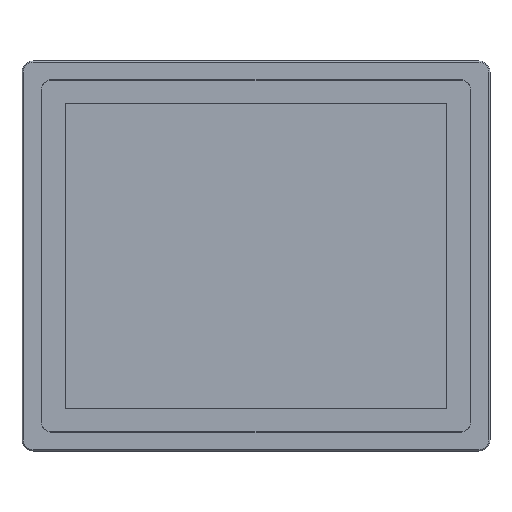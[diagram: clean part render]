
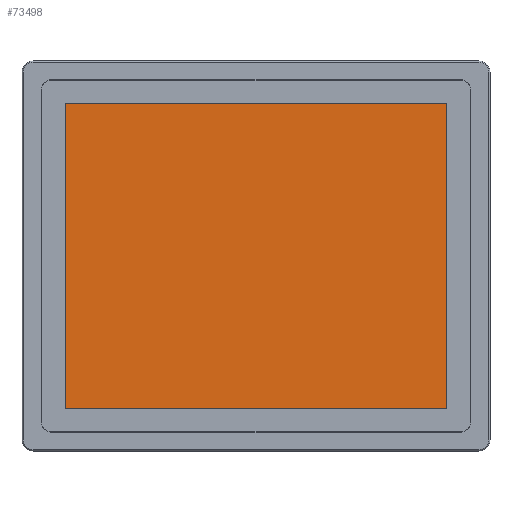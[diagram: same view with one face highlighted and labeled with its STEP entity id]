
A CAD part, top view. The second image highlights one B-rep face of the part: STEP entity #73498.
In plain terms, the highlighted planar face has unit normal (0, 0, 1).
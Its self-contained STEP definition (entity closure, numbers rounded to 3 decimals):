
#5906 = VECTOR ( 'NONE', #49589, 1000. ) ;
#8194 = CARTESIAN_POINT ( 'NONE',  ( -168.96, -135.168, -0.2 ) ) ;
#8663 = LINE ( 'NONE', #61745, #69736 ) ;
#11345 = AXIS2_PLACEMENT_3D ( 'NONE', #78539, #26099, #17592 ) ;
#13990 = EDGE_CURVE ( 'NONE', #34736, #31045, #91538, .T. ) ;
#17592 = DIRECTION ( 'NONE',  ( 1., 0., 0. ) ) ;
#19566 = ORIENTED_EDGE ( 'NONE', *, *, #48452, .T. ) ;
#23043 = DIRECTION ( 'NONE',  ( 0., 1., 0. ) ) ;
#26099 = DIRECTION ( 'NONE',  ( 0., 0., 1. ) ) ;
#30633 = ORIENTED_EDGE ( 'NONE', *, *, #45218, .T. ) ;
#31045 = VERTEX_POINT ( 'NONE', #8194 ) ;
#32993 = EDGE_CURVE ( 'NONE', #31045, #96175, #65752, .T. ) ;
#34736 = VERTEX_POINT ( 'NONE', #73247 ) ;
#34865 = CARTESIAN_POINT ( 'NONE',  ( -168.96, -135.168, -0.2 ) ) ;
#36420 = DIRECTION ( 'NONE',  ( 0., -1., 0. ) ) ;
#36422 = VECTOR ( 'NONE', #36420, 1000. ) ;
#42660 = CARTESIAN_POINT ( 'NONE',  ( -168.96, 135.168, -0.2 ) ) ;
#45218 = EDGE_CURVE ( 'NONE', #82703, #34736, #8663, .T. ) ;
#47302 = DIRECTION ( 'NONE',  ( -1., 0., 0. ) ) ;
#48452 = EDGE_CURVE ( 'NONE', #96175, #82703, #95430, .T. ) ;
#49589 = DIRECTION ( 'NONE',  ( 1., 0., 0. ) ) ;
#53528 = CARTESIAN_POINT ( 'NONE',  ( 168.96, -135.168, -0.2 ) ) ;
#58445 = CARTESIAN_POINT ( 'NONE',  ( 168.96, -135.168, -0.2 ) ) ;
#60649 = CARTESIAN_POINT ( 'NONE',  ( 168.96, 135.168, -0.2 ) ) ;
#61427 = VECTOR ( 'NONE', #23043, 1000. ) ;
#61745 = CARTESIAN_POINT ( 'NONE',  ( 168.96, 135.168, -0.2 ) ) ;
#65752 = LINE ( 'NONE', #34865, #5906 ) ;
#66923 = FACE_OUTER_BOUND ( 'NONE', #86177, .T. ) ;
#69736 = VECTOR ( 'NONE', #47302, 1000. ) ;
#73247 = CARTESIAN_POINT ( 'NONE',  ( -168.96, 135.168, -0.2 ) ) ;
#73498 = ADVANCED_FACE ( 'NONE', ( #66923 ), #93306, .T. ) ;
#78539 = CARTESIAN_POINT ( 'NONE',  ( 0., 0., -0.2 ) ) ;
#80512 = ORIENTED_EDGE ( 'NONE', *, *, #32993, .T. ) ;
#82703 = VERTEX_POINT ( 'NONE', #60649 ) ;
#85865 = ORIENTED_EDGE ( 'NONE', *, *, #13990, .T. ) ;
#86177 = EDGE_LOOP ( 'NONE', ( #80512, #19566, #30633, #85865 ) ) ;
#91538 = LINE ( 'NONE', #42660, #36422 ) ;
#93306 = PLANE ( 'NONE',  #11345 ) ;
#95430 = LINE ( 'NONE', #53528, #61427 ) ;
#96175 = VERTEX_POINT ( 'NONE', #58445 ) ;
